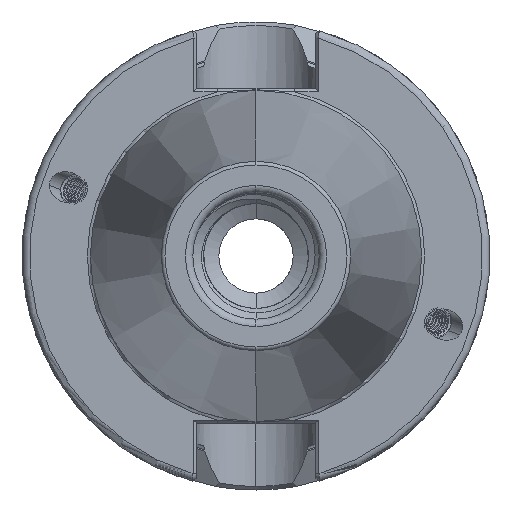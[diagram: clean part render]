
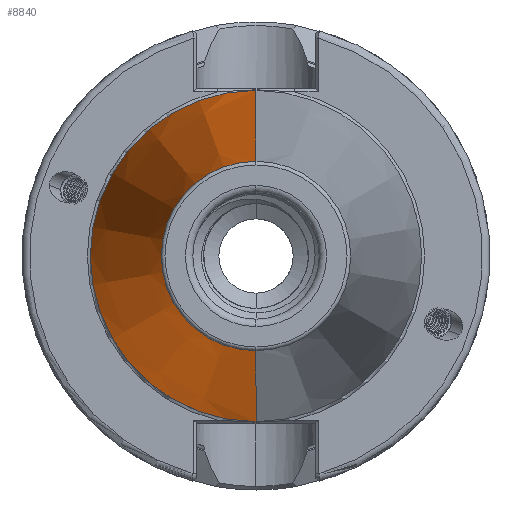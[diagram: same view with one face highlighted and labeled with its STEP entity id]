
A CAD part, left-side view. The second image highlights one B-rep face of the part: STEP entity #8840.
In plain terms, the highlighted conical face has half-angle 8.297 degrees and reference radius 22.298 mm.
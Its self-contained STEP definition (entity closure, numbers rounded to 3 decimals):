
#3238 = CONICAL_SURFACE ( 'NONE', #14907, 22.298, 0.145 ) ;
#3258 = FACE_OUTER_BOUND ( 'NONE', #5899, .T. ) ;
#5847 = ORIENTED_EDGE ( 'NONE', *, *, #15096, .F. ) ;
#5854 = ORIENTED_EDGE ( 'NONE', *, *, #15113, .T. ) ;
#5858 = ORIENTED_EDGE ( 'NONE', *, *, #15114, .T. ) ;
#5899 = EDGE_LOOP ( 'NONE', ( #5858, #5854, #5901, #5847 ) ) ;
#5901 = ORIENTED_EDGE ( 'NONE', *, *, #15131, .F. ) ;
#8840 = ADVANCED_FACE ( 'NONE', ( #3258 ), #3238, .T. ) ;
#9994 = CARTESIAN_POINT ( 'NONE',  ( -1.5, 0., -22.298 ) ) ;
#10749 = CARTESIAN_POINT ( 'NONE',  ( -1.5, 0., -22.298 ) ) ;
#10755 = DIRECTION ( 'NONE',  ( 0.99, 0., -0.144 ) ) ;
#10846 = DIRECTION ( 'NONE',  ( 0.99, 0., 0.144 ) ) ;
#10853 = CARTESIAN_POINT ( 'NONE',  ( -1.5, 0., 22.298 ) ) ;
#10904 = DIRECTION ( 'NONE',  ( 0., 0., -1. ) ) ;
#10914 = DIRECTION ( 'NONE',  ( 1., 0., 0. ) ) ;
#10930 = CARTESIAN_POINT ( 'NONE',  ( -66.972, 0., 0. ) ) ;
#11945 = AXIS2_PLACEMENT_3D ( 'NONE', #10930, #10914, #10904 ) ;
#11962 = AXIS2_PLACEMENT_3D ( 'NONE', #12584, #12614, #12578 ) ;
#12206 = LINE ( 'NONE', #10749, #12208 ) ;
#12208 = VECTOR ( 'NONE', #10755, 1000. ) ;
#12222 = CIRCLE ( 'NONE', #11945, 12.75 ) ;
#12234 = LINE ( 'NONE', #10853, #12253 ) ;
#12253 = VECTOR ( 'NONE', #10846, 1000. ) ;
#12254 = CIRCLE ( 'NONE', #11962, 22.298 ) ;
#12578 = DIRECTION ( 'NONE',  ( 0., 0., -1. ) ) ;
#12584 = CARTESIAN_POINT ( 'NONE',  ( -1.5, 0., 0. ) ) ;
#12614 = DIRECTION ( 'NONE',  ( 1., 0., 0. ) ) ;
#13625 = VERTEX_POINT ( 'NONE', #9994 ) ;
#14336 = CARTESIAN_POINT ( 'NONE',  ( -1.5, 0., 22.298 ) ) ;
#14399 = CARTESIAN_POINT ( 'NONE',  ( -66.972, 0., 12.75 ) ) ;
#14402 = CARTESIAN_POINT ( 'NONE',  ( -66.972, 0., -12.75 ) ) ;
#14907 = AXIS2_PLACEMENT_3D ( 'NONE', #15722, #15731, #15741 ) ;
#15096 = EDGE_CURVE ( 'NONE', #18160, #13625, #12206, .T. ) ;
#15113 = EDGE_CURVE ( 'NONE', #18136, #18117, #12234, .T. ) ;
#15114 = EDGE_CURVE ( 'NONE', #18160, #18136, #12222, .T. ) ;
#15131 = EDGE_CURVE ( 'NONE', #13625, #18117, #12254, .T. ) ;
#15722 = CARTESIAN_POINT ( 'NONE',  ( -1.5, 0., 0. ) ) ;
#15731 = DIRECTION ( 'NONE',  ( 1., 0., 0. ) ) ;
#15741 = DIRECTION ( 'NONE',  ( 0., 0., -1. ) ) ;
#18117 = VERTEX_POINT ( 'NONE', #14336 ) ;
#18136 = VERTEX_POINT ( 'NONE', #14399 ) ;
#18160 = VERTEX_POINT ( 'NONE', #14402 ) ;
